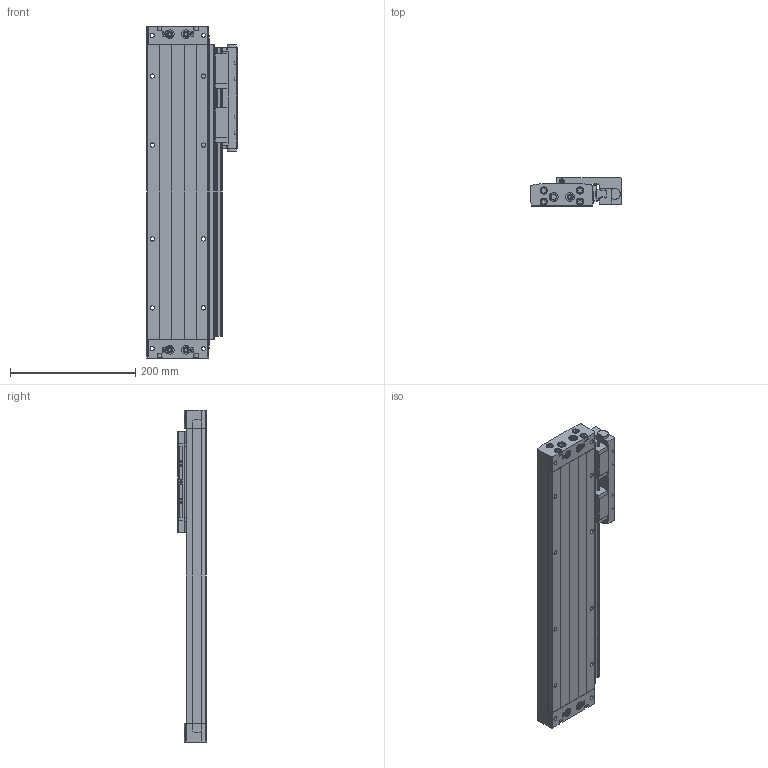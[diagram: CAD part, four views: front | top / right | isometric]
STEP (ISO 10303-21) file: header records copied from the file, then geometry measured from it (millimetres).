
FILE_DESCRIPTION(/* description */ ('STEP AP214'),/* implementation_level */ '2;1');
FILE_NAME(/* name */ '5074804_DLGF-KF-32-300-PPSA',/* time_stamp */ '2024-08-20T14:48:37+02:00',/* author */ ('License CC BY-ND 4.0'),/* organization */ ('CADENAS'),/* preprocessor_version */ 'ST-DEVELOPER v19.3',/* originating_system */ 'PARTsolutions',/* authorisation */ ' ');
FILE_SCHEMA (('AUTOMOTIVE_DESIGN {1 0 10303 214 3 1 1}'));
Length unit declared in the file: millimetre
Products named in the file (6): 5074804 DLGF-KF-32-300-PPSA---(0); 8063801 DLGF-32-KF-300---(G); 4012990 DLGF-32; 8072430 DLGF-32; 8070292 DLGF-32/40; 116515 G1/8
Assembly tree (13 placements, depth 2):
  5074804 DLGF-KF-32-300-PPSA---(0)
    8063801 DLGF-32-KF-300---(G)
    4012990 DLGF-32
    8072430 DLGF-32
    8070292 DLGF-32/40  x4
    116515 G1/8  x6
Bounding box: 145 x 45 x 530 mm (x, y, z)
Volume: 2028742.3 mm3; surface area: 314124.4 mm2
Topology: 13 solids, 13 shells, 1286 faces, 3180 edges, 2035 vertices
Faces by surface type: plane 671, cylinder 413, cone 128, torus 74
Full cylindrical faces by diameter (mm): 2.459 x1, 3 x1, 3.242 x13, 4 x9, 4.134 x14, 4.2 x2, 5 x1, 5.5 x1, 6 x2, 6.5 x4, 6.8 x12, 7 x8, 8 x5, 8.4 x2, 8.566 x8, 9 x3, 9.728 x18, 10 x8, 11 x16, 14 x8, 15 x8
Entity records: 33339 total; most frequent: CARTESIAN_POINT 5790, DIRECTION 5789, ORIENTED_EDGE 5154, EDGE_CURVE 2577, AXIS2_PLACEMENT_3D 2098, VERTEX_POINT 1845, FACE_BOUND 1628, EDGE_LOOP 1607
